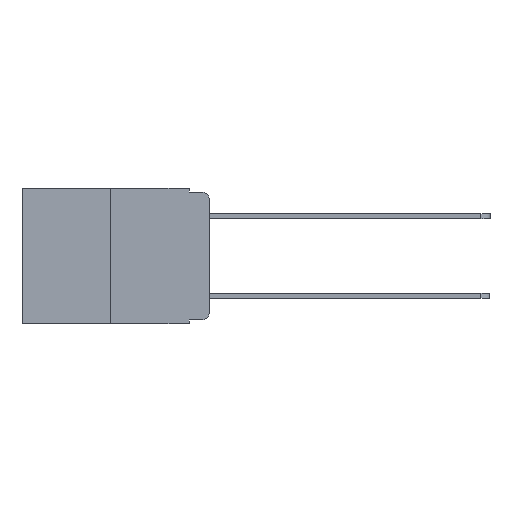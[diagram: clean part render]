
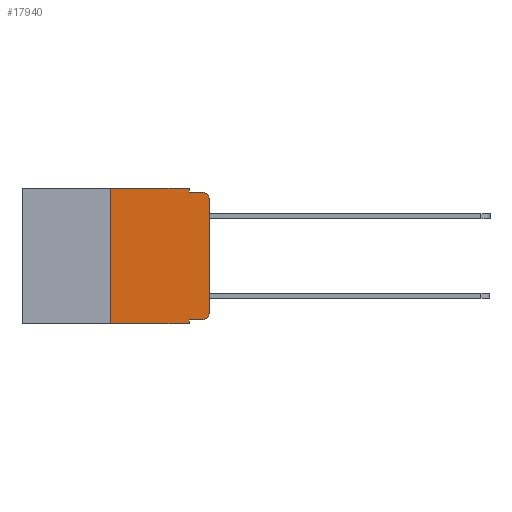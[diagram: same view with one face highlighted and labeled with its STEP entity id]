
A CAD part, left-side view. The second image highlights one B-rep face of the part: STEP entity #17940.
In plain terms, the highlighted planar face has unit normal (-1, 0, 0).
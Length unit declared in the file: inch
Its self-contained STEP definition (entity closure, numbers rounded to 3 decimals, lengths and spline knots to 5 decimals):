
#36 = ORIENTED_EDGE ( 'NONE', *, *, #22274, .T. ) ;
#320 = VERTEX_POINT ( 'NONE', #20513 ) ;
#381 = AXIS2_PLACEMENT_3D ( 'NONE', #22012, #16392, #4675 ) ;
#743 = CARTESIAN_POINT ( 'NONE',  ( 0., 0.02, -0.03 ) ) ;
#785 = EDGE_LOOP ( 'NONE', ( #15409, #1634, #6823, #2237, #12681, #8675, #36, #16318, #1314, #12378 ) ) ;
#1314 = ORIENTED_EDGE ( 'NONE', *, *, #13670, .T. ) ;
#1598 = CARTESIAN_POINT ( 'NONE',  ( 0., 0.02, -0.313 ) ) ;
#1634 = ORIENTED_EDGE ( 'NONE', *, *, #14451, .T. ) ;
#2066 = DIRECTION ( 'NONE',  ( 0., 0., -1. ) ) ;
#2144 = VERTEX_POINT ( 'NONE', #9484 ) ;
#2196 = EDGE_CURVE ( 'NONE', #21562, #2144, #12455, .T. ) ;
#2237 = ORIENTED_EDGE ( 'NONE', *, *, #20441, .F. ) ;
#2739 = DIRECTION ( 'NONE',  ( 0., 0., -1. ) ) ;
#3424 = CARTESIAN_POINT ( 'NONE',  ( 0., 0.02, -0.333 ) ) ;
#3531 = DIRECTION ( 'NONE',  ( 0., 0., 1. ) ) ;
#3562 = DIRECTION ( 'NONE',  ( 0., 0., -1. ) ) ;
#3656 = EDGE_CURVE ( 'NONE', #22708, #21125, #15701, .T. ) ;
#3705 = VERTEX_POINT ( 'NONE', #9554 ) ;
#4195 = DIRECTION ( 'NONE',  ( 0., -1., 0. ) ) ;
#4231 = DIRECTION ( 'NONE',  ( 0., -1., 0. ) ) ;
#4675 = DIRECTION ( 'NONE',  ( 0., 0., -1. ) ) ;
#4863 = LINE ( 'NONE', #12052, #14694 ) ;
#6823 = ORIENTED_EDGE ( 'NONE', *, *, #23726, .F. ) ;
#7181 = CARTESIAN_POINT ( 'NONE',  ( 0., 0.25, 0. ) ) ;
#8522 = DIRECTION ( 'NONE',  ( 0., -1., 0. ) ) ;
#8675 = ORIENTED_EDGE ( 'NONE', *, *, #14002, .F. ) ;
#9157 = DIRECTION ( 'NONE',  ( 0., 0., -1. ) ) ;
#9171 = DIRECTION ( 'NONE',  ( 0., 0., 1. ) ) ;
#9484 = CARTESIAN_POINT ( 'NONE',  ( 0., 0.051, -0.343 ) ) ;
#9554 = CARTESIAN_POINT ( 'NONE',  ( 0., 0.25, 0. ) ) ;
#9704 = CARTESIAN_POINT ( 'NONE',  ( 0., 0.051, 0. ) ) ;
#9751 = VECTOR ( 'NONE', #4195, 39.37008 ) ;
#10258 = CARTESIAN_POINT ( 'NONE',  ( 0., 0.051, -0.01 ) ) ;
#10518 = LINE ( 'NONE', #22004, #20159 ) ;
#11142 = CARTESIAN_POINT ( 'NONE',  ( 0., 0.051, 0. ) ) ;
#11361 = VECTOR ( 'NONE', #23195, 39.37008 ) ;
#12052 = CARTESIAN_POINT ( 'NONE',  ( 0., 0.473, 0. ) ) ;
#12185 = VECTOR ( 'NONE', #9171, 39.37008 ) ;
#12285 = CARTESIAN_POINT ( 'NONE',  ( 0., 0.051, 0. ) ) ;
#12378 = ORIENTED_EDGE ( 'NONE', *, *, #3656, .T. ) ;
#12455 = LINE ( 'NONE', #9704, #16991 ) ;
#12681 = ORIENTED_EDGE ( 'NONE', *, *, #13017, .F. ) ;
#12764 = VERTEX_POINT ( 'NONE', #15129 ) ;
#13017 = EDGE_CURVE ( 'NONE', #3705, #21738, #4863, .T. ) ;
#13301 = CARTESIAN_POINT ( 'NONE',  ( 0., 0., 0. ) ) ;
#13670 = EDGE_CURVE ( 'NONE', #21562, #22708, #20006, .T. ) ;
#13731 = CIRCLE ( 'NONE', #17996, 0.02 ) ;
#14002 = EDGE_CURVE ( 'NONE', #12764, #3705, #22377, .T. ) ;
#14451 = EDGE_CURVE ( 'NONE', #320, #23671, #13731, .T. ) ;
#14465 = DIRECTION ( 'NONE',  ( -1., 0., 0. ) ) ;
#14694 = VECTOR ( 'NONE', #4231, 39.37008 ) ;
#14962 = VERTEX_POINT ( 'NONE', #10258 ) ;
#15129 = CARTESIAN_POINT ( 'NONE',  ( 0., 0.25, -0.343 ) ) ;
#15292 = DIRECTION ( 'NONE',  ( -1., 0., 0. ) ) ;
#15409 = ORIENTED_EDGE ( 'NONE', *, *, #22101, .T. ) ;
#15701 = CIRCLE ( 'NONE', #21943, 0.02 ) ;
#16131 = CARTESIAN_POINT ( 'NONE',  ( 0., 0.02, -0.01 ) ) ;
#16318 = ORIENTED_EDGE ( 'NONE', *, *, #2196, .F. ) ;
#16330 = VECTOR ( 'NONE', #9157, 39.37008 ) ;
#16392 = DIRECTION ( 'NONE',  ( 1., 0., 0. ) ) ;
#16533 = LINE ( 'NONE', #19394, #11361 ) ;
#16784 = FACE_OUTER_BOUND ( 'NONE', #785, .T. ) ;
#16991 = VECTOR ( 'NONE', #2066, 39.37008 ) ;
#17940 = ADVANCED_FACE ( 'NONE', ( #16784 ), #18210, .F. ) ;
#17996 = AXIS2_PLACEMENT_3D ( 'NONE', #743, #14465, #2739 ) ;
#18210 = PLANE ( 'NONE',  #381 ) ;
#19394 = CARTESIAN_POINT ( 'NONE',  ( 0., 0.473, -0.343 ) ) ;
#19655 = CARTESIAN_POINT ( 'NONE',  ( 0., 0.051, -0.333 ) ) ;
#20006 = LINE ( 'NONE', #19655, #9751 ) ;
#20073 = VECTOR ( 'NONE', #3531, 39.37008 ) ;
#20159 = VECTOR ( 'NONE', #8522, 39.37008 ) ;
#20441 = EDGE_CURVE ( 'NONE', #21738, #14962, #21353, .T. ) ;
#20513 = CARTESIAN_POINT ( 'NONE',  ( 0., 0., -0.03 ) ) ;
#20695 = LINE ( 'NONE', #13301, #20073 ) ;
#20917 = CARTESIAN_POINT ( 'NONE',  ( 0., 0.051, -0.333 ) ) ;
#21125 = VERTEX_POINT ( 'NONE', #23234 ) ;
#21353 = LINE ( 'NONE', #11142, #16330 ) ;
#21562 = VERTEX_POINT ( 'NONE', #20917 ) ;
#21738 = VERTEX_POINT ( 'NONE', #12285 ) ;
#21943 = AXIS2_PLACEMENT_3D ( 'NONE', #1598, #15292, #3562 ) ;
#22004 = CARTESIAN_POINT ( 'NONE',  ( 0., 0.051, -0.01 ) ) ;
#22012 = CARTESIAN_POINT ( 'NONE',  ( 0., 0.473, 0. ) ) ;
#22101 = EDGE_CURVE ( 'NONE', #21125, #320, #20695, .T. ) ;
#22274 = EDGE_CURVE ( 'NONE', #12764, #2144, #16533, .T. ) ;
#22377 = LINE ( 'NONE', #7181, #12185 ) ;
#22708 = VERTEX_POINT ( 'NONE', #3424 ) ;
#23195 = DIRECTION ( 'NONE',  ( 0., -1., 0. ) ) ;
#23234 = CARTESIAN_POINT ( 'NONE',  ( 0., 0., -0.313 ) ) ;
#23671 = VERTEX_POINT ( 'NONE', #16131 ) ;
#23726 = EDGE_CURVE ( 'NONE', #14962, #23671, #10518, .T. ) ;
